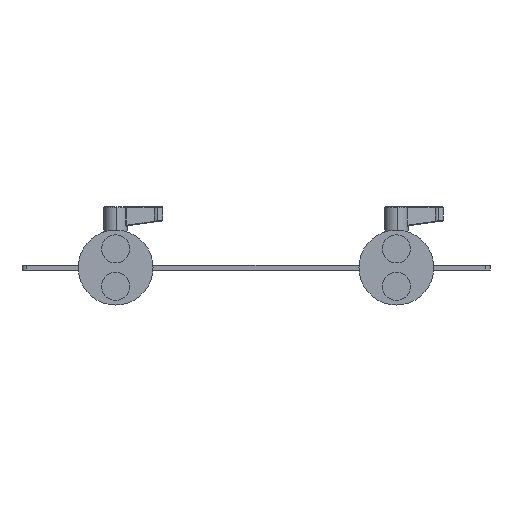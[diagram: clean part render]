
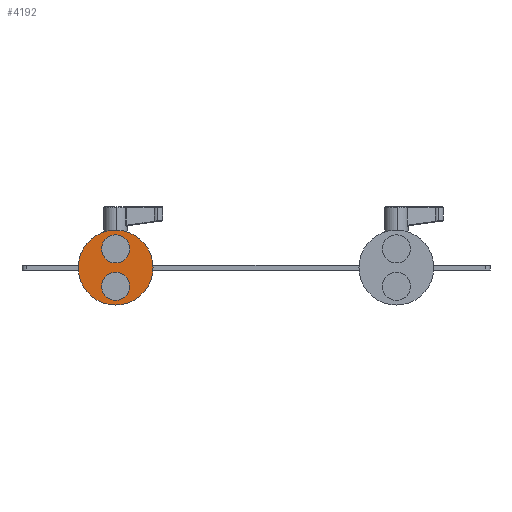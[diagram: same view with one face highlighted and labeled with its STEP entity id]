
A CAD part, front view. The second image highlights one B-rep face of the part: STEP entity #4192.
In plain terms, the highlighted planar face has unit normal (0, -1, 0).
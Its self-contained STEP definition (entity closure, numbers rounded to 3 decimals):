
#625 = EDGE_CURVE ( 'NONE', #3700, #1599, #5984, .T. ) ;
#644 = CARTESIAN_POINT ( 'NONE',  ( -81.255, -95.929, 200.1 ) ) ;
#668 = CIRCLE ( 'NONE', #1727, 6. ) ;
#679 = DIRECTION ( 'NONE',  ( 0., 0., 1. ) ) ;
#743 = CARTESIAN_POINT ( 'NONE',  ( -81.255, -95.929, 184.1 ) ) ;
#858 = AXIS2_PLACEMENT_3D ( 'NONE', #644, #1111, #4361 ) ;
#1098 = DIRECTION ( 'NONE',  ( 0., -1., 0. ) ) ;
#1111 = DIRECTION ( 'NONE',  ( 0., 1., 0. ) ) ;
#1158 = ORIENTED_EDGE ( 'NONE', *, *, #1706, .F. ) ;
#1225 = DIRECTION ( 'NONE',  ( 0., 0., 1. ) ) ;
#1308 = AXIS2_PLACEMENT_3D ( 'NONE', #4429, #1098, #4413 ) ;
#1364 = FACE_OUTER_BOUND ( 'NONE', #3714, .T. ) ;
#1424 = VERTEX_POINT ( 'NONE', #3905 ) ;
#1599 = VERTEX_POINT ( 'NONE', #743 ) ;
#1600 = DIRECTION ( 'NONE',  ( 0., -1., 0. ) ) ;
#1662 = DIRECTION ( 'NONE',  ( 0., 1., 0. ) ) ;
#1706 = EDGE_CURVE ( 'NONE', #4602, #4151, #5076, .T. ) ;
#1727 = AXIS2_PLACEMENT_3D ( 'NONE', #5960, #2178, #5500 ) ;
#1730 = CARTESIAN_POINT ( 'NONE',  ( -81.255, -95.929, 214.1 ) ) ;
#1801 = CARTESIAN_POINT ( 'NONE',  ( -81.255, -95.929, 208.1 ) ) ;
#1812 = ORIENTED_EDGE ( 'NONE', *, *, #5001, .F. ) ;
#1832 = DIRECTION ( 'NONE',  ( 0., 0., 1. ) ) ;
#1881 = DIRECTION ( 'NONE',  ( 0., 1., 0. ) ) ;
#2011 = VERTEX_POINT ( 'NONE', #4126 ) ;
#2013 = CIRCLE ( 'NONE', #5642, 6. ) ;
#2033 = CARTESIAN_POINT ( 'NONE',  ( -81.255, -95.929, 192.1 ) ) ;
#2178 = DIRECTION ( 'NONE',  ( 0., -1., 0. ) ) ;
#2266 = CARTESIAN_POINT ( 'NONE',  ( -81.255, -95.929, 202.1 ) ) ;
#2271 = DIRECTION ( 'NONE',  ( 0., 0., -1. ) ) ;
#2301 = ORIENTED_EDGE ( 'NONE', *, *, #2347, .F. ) ;
#2314 = PLANE ( 'NONE',  #3343 ) ;
#2347 = EDGE_CURVE ( 'NONE', #4151, #4602, #3475, .T. ) ;
#2606 = ORIENTED_EDGE ( 'NONE', *, *, #5630, .F. ) ;
#2977 = EDGE_LOOP ( 'NONE', ( #1812, #4775 ) ) ;
#3017 = EDGE_CURVE ( 'NONE', #2011, #1424, #668, .T. ) ;
#3343 = AXIS2_PLACEMENT_3D ( 'NONE', #4213, #1881, #1832 ) ;
#3475 = CIRCLE ( 'NONE', #1308, 6. ) ;
#3574 = FACE_BOUND ( 'NONE', #2977, .T. ) ;
#3700 = VERTEX_POINT ( 'NONE', #4754 ) ;
#3714 = EDGE_LOOP ( 'NONE', ( #2606, #5226 ) ) ;
#3905 = CARTESIAN_POINT ( 'NONE',  ( -81.255, -95.929, 198.1 ) ) ;
#4126 = CARTESIAN_POINT ( 'NONE',  ( -81.255, -95.929, 186.1 ) ) ;
#4151 = VERTEX_POINT ( 'NONE', #1730 ) ;
#4192 = ADVANCED_FACE ( 'NONE', ( #3574, #5126, #1364 ), #2314, .F. ) ;
#4213 = CARTESIAN_POINT ( 'NONE',  ( -81.255, -95.929, 200.1 ) ) ;
#4361 = DIRECTION ( 'NONE',  ( 0., 0., 1. ) ) ;
#4413 = DIRECTION ( 'NONE',  ( 0., 0., -1. ) ) ;
#4429 = CARTESIAN_POINT ( 'NONE',  ( -81.255, -95.929, 208.1 ) ) ;
#4602 = VERTEX_POINT ( 'NONE', #2266 ) ;
#4614 = AXIS2_PLACEMENT_3D ( 'NONE', #5005, #1662, #1225 ) ;
#4754 = CARTESIAN_POINT ( 'NONE',  ( -81.255, -95.929, 216.1 ) ) ;
#4775 = ORIENTED_EDGE ( 'NONE', *, *, #3017, .F. ) ;
#4861 = AXIS2_PLACEMENT_3D ( 'NONE', #1801, #5089, #2271 ) ;
#5001 = EDGE_CURVE ( 'NONE', #1424, #2011, #2013, .T. ) ;
#5005 = CARTESIAN_POINT ( 'NONE',  ( -81.255, -95.929, 200.1 ) ) ;
#5076 = CIRCLE ( 'NONE', #4861, 6. ) ;
#5089 = DIRECTION ( 'NONE',  ( 0., -1., 0. ) ) ;
#5126 = FACE_BOUND ( 'NONE', #5325, .T. ) ;
#5226 = ORIENTED_EDGE ( 'NONE', *, *, #625, .F. ) ;
#5325 = EDGE_LOOP ( 'NONE', ( #1158, #2301 ) ) ;
#5500 = DIRECTION ( 'NONE',  ( 0., 0., 1. ) ) ;
#5630 = EDGE_CURVE ( 'NONE', #1599, #3700, #5938, .T. ) ;
#5642 = AXIS2_PLACEMENT_3D ( 'NONE', #2033, #1600, #679 ) ;
#5938 = CIRCLE ( 'NONE', #858, 16. ) ;
#5960 = CARTESIAN_POINT ( 'NONE',  ( -81.255, -95.929, 192.1 ) ) ;
#5984 = CIRCLE ( 'NONE', #4614, 16. ) ;
